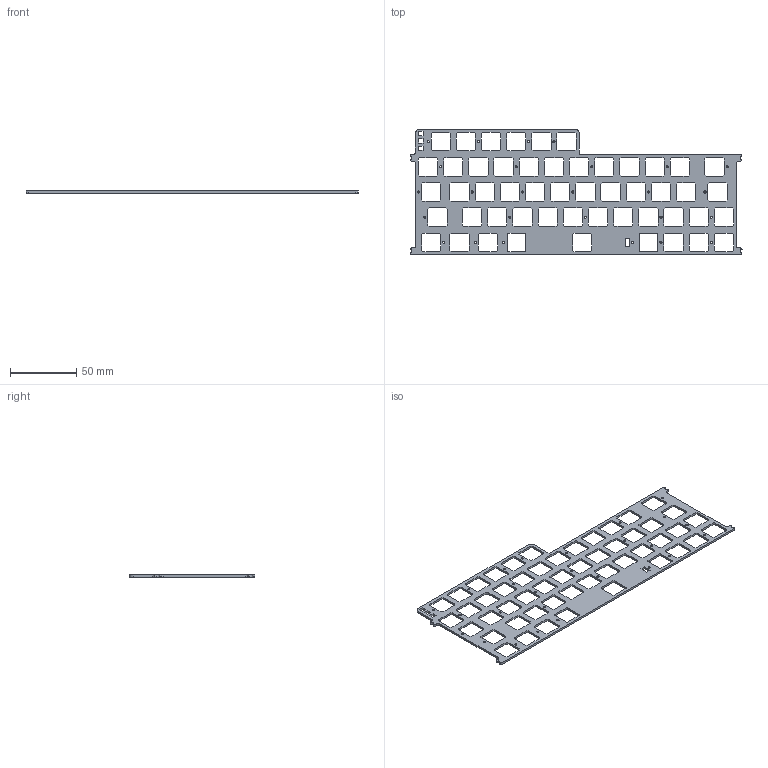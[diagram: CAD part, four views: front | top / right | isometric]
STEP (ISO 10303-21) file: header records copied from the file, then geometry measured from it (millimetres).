
FILE_DESCRIPTION(('KiCad electronic assembly'),'2;1');
FILE_NAME('V1 Hull 625u threaded.step','2024-08-17T22:50:56',('Pcbnew'), ('Kicad'),'Open CASCADE STEP processor 7.8','KiCad to STEP converter', 'Unknown');
FILE_SCHEMA(('AUTOMOTIVE_DESIGN { 1 0 10303 214 1 1 1 1 }'));
Length unit declared in the file: millimetre
Products named in the file (2): V1 Hull 625u threaded 1; V1 Hull 625u threaded_PCB
Assembly tree (1 placements, depth 2):
  V1 Hull 625u threaded 1
    V1 Hull 625u threaded_PCB
Bounding box: 251.21 x 95.25 x 1.59 mm (x, y, z)
Volume: 16753.2 mm3; surface area: 26941.3 mm2
Topology: 1 solids, 1 shells, 491 faces, 1467 edges, 978 vertices
Faces by surface type: plane 430, cylinder 61
Full cylindrical faces by diameter (mm): 1.6 x26
Entity records: 16644 total; most frequent: CARTESIAN_POINT 2938, ORIENTED_EDGE 2934, DIRECTION 2575, EDGE_CURVE 1467, LINE 1345, VECTOR 1345, VERTEX_POINT 978, FACE_BOUND 653
